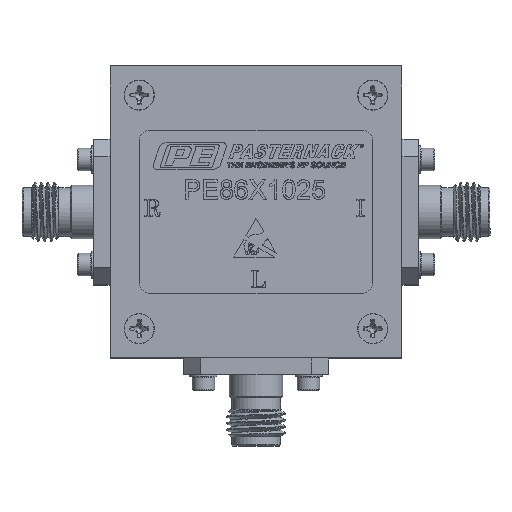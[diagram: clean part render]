
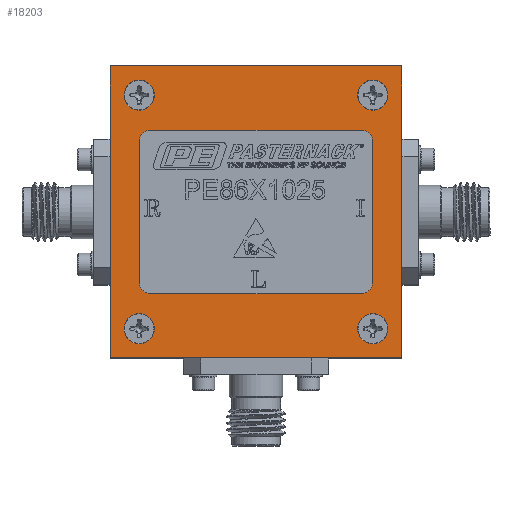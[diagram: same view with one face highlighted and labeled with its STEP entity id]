
A CAD part, top view. The second image highlights one B-rep face of the part: STEP entity #18203.
In plain terms, the highlighted planar face has unit normal (0, 0, 1).
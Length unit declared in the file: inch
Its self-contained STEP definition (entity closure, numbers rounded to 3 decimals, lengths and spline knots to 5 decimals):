
#21 = VECTOR ( 'NONE', #31961, 39.37008 ) ;
#296 = AXIS2_PLACEMENT_3D ( 'NONE', #28098, #55008, #10859 ) ;
#399 = EDGE_LOOP ( 'NONE', ( #43864 ) ) ;
#1208 = FACE_OUTER_BOUND ( 'NONE', #38117, .T. ) ;
#2996 = VERTEX_POINT ( 'NONE', #57264 ) ;
#3274 = EDGE_LOOP ( 'NONE', ( #50381, #48740, #34608, #38765, #16197, #43343, #24297, #26187 ) ) ;
#3401 = CARTESIAN_POINT ( 'NONE',  ( -0.5, -0.5, 0.2815 ) ) ;
#3763 = VERTEX_POINT ( 'NONE', #57867 ) ;
#5684 = CARTESIAN_POINT ( 'NONE',  ( -0.5, 0.5, 0.2815 ) ) ;
#6411 = EDGE_CURVE ( 'NONE', #2996, #14330, #56518, .T. ) ;
#6438 = CARTESIAN_POINT ( 'NONE',  ( 0.45, -0.35, 0.2815 ) ) ;
#6643 = CIRCLE ( 'NONE', #15958, 0.05 ) ;
#7143 = AXIS2_PLACEMENT_3D ( 'NONE', #43354, #38994, #48895 ) ;
#7254 = VERTEX_POINT ( 'NONE', #29352 ) ;
#7434 = EDGE_CURVE ( 'NONE', #41031, #52401, #46274, .T. ) ;
#8259 = DIRECTION ( 'NONE',  ( -1., 0., 0. ) ) ;
#8652 = DIRECTION ( 'NONE',  ( -1., 0., 0. ) ) ;
#8717 = CARTESIAN_POINT ( 'NONE',  ( 0.625, -0.625, 0.2815 ) ) ;
#9210 = LINE ( 'NONE', #39316, #11122 ) ;
#10288 = FACE_BOUND ( 'NONE', #17588, .T. ) ;
#10373 = EDGE_CURVE ( 'NONE', #27994, #27994, #16548, .T. ) ;
#10859 = DIRECTION ( 'NONE',  ( -1., 0., 0. ) ) ;
#10976 = ORIENTED_EDGE ( 'NONE', *, *, #34603, .T. ) ;
#11122 = VECTOR ( 'NONE', #13275, 39.37008 ) ;
#11697 = AXIS2_PLACEMENT_3D ( 'NONE', #5684, #41629, #32276 ) ;
#12235 = EDGE_CURVE ( 'NONE', #37161, #52401, #6643, .T. ) ;
#12406 = DIRECTION ( 'NONE',  ( 0., -1., 0. ) ) ;
#12709 = AXIS2_PLACEMENT_3D ( 'NONE', #54130, #14070, #35442 ) ;
#12800 = AXIS2_PLACEMENT_3D ( 'NONE', #3401, #21233, #39092 ) ;
#12926 = DIRECTION ( 'NONE',  ( -1., 0., 0. ) ) ;
#13275 = DIRECTION ( 'NONE',  ( 1., 0., 0. ) ) ;
#13310 = LINE ( 'NONE', #25893, #47027 ) ;
#13535 = CIRCLE ( 'NONE', #11697, 0.0645 ) ;
#14025 = DIRECTION ( 'NONE',  ( -1., 0., 0. ) ) ;
#14070 = DIRECTION ( 'NONE',  ( 0., 0., 1. ) ) ;
#14189 = ORIENTED_EDGE ( 'NONE', *, *, #57484, .F. ) ;
#14330 = VERTEX_POINT ( 'NONE', #33225 ) ;
#14514 = DIRECTION ( 'NONE',  ( 1., 0., 0. ) ) ;
#14602 = LINE ( 'NONE', #27753, #40787 ) ;
#14693 = CARTESIAN_POINT ( 'NONE',  ( -0.625, -0.625, 0.2815 ) ) ;
#15958 = AXIS2_PLACEMENT_3D ( 'NONE', #17275, #52979, #12926 ) ;
#16197 = ORIENTED_EDGE ( 'NONE', *, *, #16218, .F. ) ;
#16218 = EDGE_CURVE ( 'NONE', #3763, #14330, #41569, .T. ) ;
#16548 = CIRCLE ( 'NONE', #56721, 0.0645 ) ;
#16885 = CARTESIAN_POINT ( 'NONE',  ( -0.45, 0.3, 0.2815 ) ) ;
#17164 = ORIENTED_EDGE ( 'NONE', *, *, #35902, .T. ) ;
#17275 = CARTESIAN_POINT ( 'NONE',  ( -0.45, -0.3, 0.2815 ) ) ;
#17588 = EDGE_LOOP ( 'NONE', ( #27738 ) ) ;
#18203 = ADVANCED_FACE ( 'NONE', ( #1208, #27819, #19029, #10288, #50334, #36876 ), #32504, .F. ) ;
#18892 = LINE ( 'NONE', #32650, #36770 ) ;
#18908 = EDGE_CURVE ( 'NONE', #43557, #7254, #18892, .T. ) ;
#19029 = FACE_BOUND ( 'NONE', #22268, .T. ) ;
#19106 = EDGE_CURVE ( 'NONE', #2996, #52778, #13310, .T. ) ;
#20528 = VERTEX_POINT ( 'NONE', #38108 ) ;
#21233 = DIRECTION ( 'NONE',  ( 0., 0., 1. ) ) ;
#22244 = DIRECTION ( 'NONE',  ( 0., 0., -1. ) ) ;
#22268 = EDGE_LOOP ( 'NONE', ( #43296 ) ) ;
#23869 = ORIENTED_EDGE ( 'NONE', *, *, #29933, .T. ) ;
#24297 = ORIENTED_EDGE ( 'NONE', *, *, #35975, .F. ) ;
#24345 = EDGE_LOOP ( 'NONE', ( #14189 ) ) ;
#24576 = CARTESIAN_POINT ( 'NONE',  ( 0.5, -0.35, 0.2815 ) ) ;
#24963 = VECTOR ( 'NONE', #28115, 39.37008 ) ;
#25893 = CARTESIAN_POINT ( 'NONE',  ( -0.5, 0.35, 0.2815 ) ) ;
#26187 = ORIENTED_EDGE ( 'NONE', *, *, #12235, .T. ) ;
#26394 = EDGE_CURVE ( 'NONE', #32967, #32967, #46288, .T. ) ;
#27127 = EDGE_CURVE ( 'NONE', #3763, #53427, #49181, .T. ) ;
#27738 = ORIENTED_EDGE ( 'NONE', *, *, #26394, .F. ) ;
#27753 = CARTESIAN_POINT ( 'NONE',  ( -0.625, 0.625, 0.2815 ) ) ;
#27819 = FACE_BOUND ( 'NONE', #24345, .T. ) ;
#27994 = VERTEX_POINT ( 'NONE', #41165 ) ;
#28098 = CARTESIAN_POINT ( 'NONE',  ( 0., 0., 0.2815 ) ) ;
#28115 = DIRECTION ( 'NONE',  ( 0., 1., 0. ) ) ;
#29352 = CARTESIAN_POINT ( 'NONE',  ( 0.625, -0.625, 0.2815 ) ) ;
#29933 = EDGE_CURVE ( 'NONE', #41122, #52214, #14602, .T. ) ;
#30521 = CIRCLE ( 'NONE', #12800, 0.0645 ) ;
#30911 = CIRCLE ( 'NONE', #35596, 0.05 ) ;
#31295 = AXIS2_PLACEMENT_3D ( 'NONE', #48577, #22244, #8259 ) ;
#31396 = CARTESIAN_POINT ( 'NONE',  ( -0.625, -0.625, 0.2815 ) ) ;
#31507 = LINE ( 'NONE', #8717, #45836 ) ;
#31689 = CARTESIAN_POINT ( 'NONE',  ( -0.5, -0.35, 0.2815 ) ) ;
#31961 = DIRECTION ( 'NONE',  ( 0., -1., 0. ) ) ;
#32276 = DIRECTION ( 'NONE',  ( 1., 0., 0. ) ) ;
#32504 = PLANE ( 'NONE',  #296 ) ;
#32650 = CARTESIAN_POINT ( 'NONE',  ( -0.625, -0.625, 0.2815 ) ) ;
#32682 = CARTESIAN_POINT ( 'NONE',  ( 0.5645, 0.5, 0.2815 ) ) ;
#32967 = VERTEX_POINT ( 'NONE', #32682 ) ;
#33225 = CARTESIAN_POINT ( 'NONE',  ( 0.5, 0.3, 0.2815 ) ) ;
#34528 = EDGE_CURVE ( 'NONE', #41031, #52778, #30911, .T. ) ;
#34603 = EDGE_CURVE ( 'NONE', #7254, #41122, #31507, .T. ) ;
#34608 = ORIENTED_EDGE ( 'NONE', *, *, #19106, .F. ) ;
#34633 = LINE ( 'NONE', #31396, #42937 ) ;
#34734 = DIRECTION ( 'NONE',  ( -1., 0., 0. ) ) ;
#35442 = DIRECTION ( 'NONE',  ( 1., 0., 0. ) ) ;
#35596 = AXIS2_PLACEMENT_3D ( 'NONE', #16885, #47004, #34734 ) ;
#35606 = DIRECTION ( 'NONE',  ( 0., 1., 0. ) ) ;
#35902 = EDGE_CURVE ( 'NONE', #52214, #43557, #34633, .T. ) ;
#35975 = EDGE_CURVE ( 'NONE', #37161, #53427, #9210, .T. ) ;
#36770 = VECTOR ( 'NONE', #14514, 39.37008 ) ;
#36876 = FACE_BOUND ( 'NONE', #3274, .T. ) ;
#37161 = VERTEX_POINT ( 'NONE', #48391 ) ;
#38108 = CARTESIAN_POINT ( 'NONE',  ( -0.4355, -0.5, 0.2815 ) ) ;
#38117 = EDGE_LOOP ( 'NONE', ( #10976, #23869, #17164, #45930 ) ) ;
#38558 = EDGE_CURVE ( 'NONE', #43165, #43165, #13535, .T. ) ;
#38765 = ORIENTED_EDGE ( 'NONE', *, *, #6411, .T. ) ;
#38994 = DIRECTION ( 'NONE',  ( 0., 0., -1. ) ) ;
#39092 = DIRECTION ( 'NONE',  ( 1., 0., 0. ) ) ;
#39316 = CARTESIAN_POINT ( 'NONE',  ( -0.5, -0.35, 0.2815 ) ) ;
#39857 = CARTESIAN_POINT ( 'NONE',  ( -0.45, 0.35, 0.2815 ) ) ;
#40787 = VECTOR ( 'NONE', #14025, 39.37008 ) ;
#41031 = VERTEX_POINT ( 'NONE', #54686 ) ;
#41122 = VERTEX_POINT ( 'NONE', #54982 ) ;
#41165 = CARTESIAN_POINT ( 'NONE',  ( 0.5645, -0.5, 0.2815 ) ) ;
#41569 = LINE ( 'NONE', #24576, #24963 ) ;
#41629 = DIRECTION ( 'NONE',  ( 0., 0., 1. ) ) ;
#42491 = DIRECTION ( 'NONE',  ( 1., 0., 0. ) ) ;
#42937 = VECTOR ( 'NONE', #12406, 39.37008 ) ;
#43165 = VERTEX_POINT ( 'NONE', #52531 ) ;
#43296 = ORIENTED_EDGE ( 'NONE', *, *, #10373, .F. ) ;
#43343 = ORIENTED_EDGE ( 'NONE', *, *, #27127, .T. ) ;
#43354 = CARTESIAN_POINT ( 'NONE',  ( 0.45, -0.3, 0.2815 ) ) ;
#43557 = VERTEX_POINT ( 'NONE', #14693 ) ;
#43864 = ORIENTED_EDGE ( 'NONE', *, *, #38558, .F. ) ;
#45836 = VECTOR ( 'NONE', #35606, 39.37008 ) ;
#45930 = ORIENTED_EDGE ( 'NONE', *, *, #18908, .T. ) ;
#46017 = DIRECTION ( 'NONE',  ( 0., 0., 1. ) ) ;
#46274 = LINE ( 'NONE', #31689, #21 ) ;
#46288 = CIRCLE ( 'NONE', #12709, 0.0645 ) ;
#47004 = DIRECTION ( 'NONE',  ( 0., 0., -1. ) ) ;
#47027 = VECTOR ( 'NONE', #8652, 39.37008 ) ;
#48391 = CARTESIAN_POINT ( 'NONE',  ( -0.45, -0.35, 0.2815 ) ) ;
#48577 = CARTESIAN_POINT ( 'NONE',  ( 0.45, 0.3, 0.2815 ) ) ;
#48740 = ORIENTED_EDGE ( 'NONE', *, *, #34528, .T. ) ;
#48895 = DIRECTION ( 'NONE',  ( -1., 0., 0. ) ) ;
#49181 = CIRCLE ( 'NONE', #7143, 0.05 ) ;
#50334 = FACE_BOUND ( 'NONE', #399, .T. ) ;
#50381 = ORIENTED_EDGE ( 'NONE', *, *, #7434, .F. ) ;
#50987 = CARTESIAN_POINT ( 'NONE',  ( 0.5, -0.5, 0.2815 ) ) ;
#52214 = VERTEX_POINT ( 'NONE', #56013 ) ;
#52401 = VERTEX_POINT ( 'NONE', #57462 ) ;
#52531 = CARTESIAN_POINT ( 'NONE',  ( -0.4355, 0.5, 0.2815 ) ) ;
#52778 = VERTEX_POINT ( 'NONE', #39857 ) ;
#52979 = DIRECTION ( 'NONE',  ( 0., 0., -1. ) ) ;
#53427 = VERTEX_POINT ( 'NONE', #6438 ) ;
#54130 = CARTESIAN_POINT ( 'NONE',  ( 0.5, 0.5, 0.2815 ) ) ;
#54686 = CARTESIAN_POINT ( 'NONE',  ( -0.5, 0.3, 0.2815 ) ) ;
#54982 = CARTESIAN_POINT ( 'NONE',  ( 0.625, 0.625, 0.2815 ) ) ;
#55008 = DIRECTION ( 'NONE',  ( 0., 0., -1. ) ) ;
#56013 = CARTESIAN_POINT ( 'NONE',  ( -0.625, 0.625, 0.2815 ) ) ;
#56518 = CIRCLE ( 'NONE', #31295, 0.05 ) ;
#56721 = AXIS2_PLACEMENT_3D ( 'NONE', #50987, #46017, #42491 ) ;
#57264 = CARTESIAN_POINT ( 'NONE',  ( 0.45, 0.35, 0.2815 ) ) ;
#57462 = CARTESIAN_POINT ( 'NONE',  ( -0.5, -0.3, 0.2815 ) ) ;
#57484 = EDGE_CURVE ( 'NONE', #20528, #20528, #30521, .T. ) ;
#57867 = CARTESIAN_POINT ( 'NONE',  ( 0.5, -0.3, 0.2815 ) ) ;
